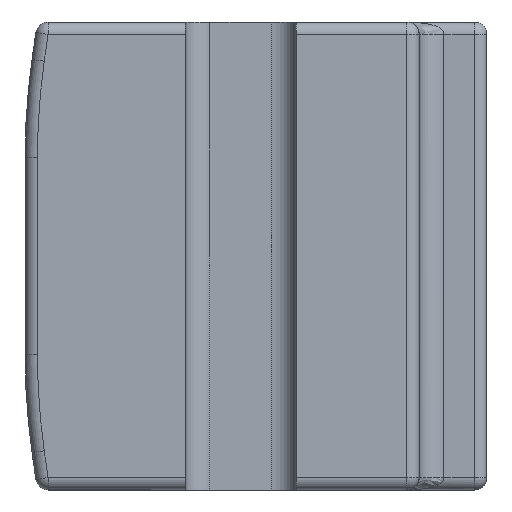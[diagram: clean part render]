
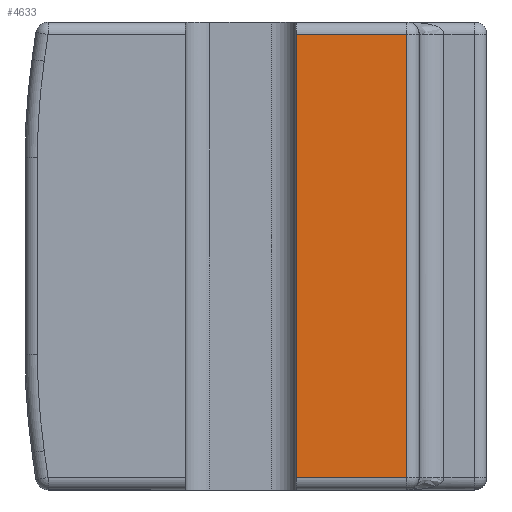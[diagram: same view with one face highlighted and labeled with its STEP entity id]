
A CAD part, front view. The second image highlights one B-rep face of the part: STEP entity #4633.
In plain terms, the highlighted planar face has unit normal (0, -1, 0).
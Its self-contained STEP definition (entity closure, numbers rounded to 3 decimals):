
#1486 = CYLINDRICAL_SURFACE('',#1487,1.);
#1487 = AXIS2_PLACEMENT_3D('',#1488,#1489,#1490);
#1488 = CARTESIAN_POINT('',(-5.5,-43.,1.));
#1489 = DIRECTION('',(-1.,0.,0.));
#1490 = DIRECTION('',(0.,0.,-1.));
#1514 = PLANE('',#1515);
#1515 = AXIS2_PLACEMENT_3D('',#1516,#1517,#1518);
#1516 = CARTESIAN_POINT('',(-15.5,-44.,0.));
#1517 = DIRECTION('',(-1.,0.,0.));
#1518 = DIRECTION('',(0.,1.,0.));
#2197 = CYLINDRICAL_SURFACE('',#2198,1.);
#2198 = AXIS2_PLACEMENT_3D('',#2199,#2200,#2201);
#2199 = CARTESIAN_POINT('',(-5.5,-43.,37.));
#2200 = DIRECTION('',(-1.,0.,0.));
#2201 = DIRECTION('',(0.,-1.,0.));
#2833 = VERTEX_POINT('',#2834);
#2834 = CARTESIAN_POINT('',(-15.5,-44.,1.));
#2856 = EDGE_CURVE('',#2833,#2857,#2859,.T.);
#2857 = VERTEX_POINT('',#2858);
#2858 = CARTESIAN_POINT('',(-15.5,-44.,37.));
#2859 = SURFACE_CURVE('',#2860,(#2864,#2871),.PCURVE_S1.);
#2860 = LINE('',#2861,#2862);
#2861 = CARTESIAN_POINT('',(-15.5,-44.,0.));
#2862 = VECTOR('',#2863,1.);
#2863 = DIRECTION('',(0.,0.,1.));
#2864 = PCURVE('',#1514,#2865);
#2865 = DEFINITIONAL_REPRESENTATION('',(#2866),#2870);
#2866 = LINE('',#2867,#2868);
#2867 = CARTESIAN_POINT('',(0.,0.));
#2868 = VECTOR('',#2869,1.);
#2869 = DIRECTION('',(0.,-1.));
#2870 = ( GEOMETRIC_REPRESENTATION_CONTEXT(2) 
PARAMETRIC_REPRESENTATION_CONTEXT() REPRESENTATION_CONTEXT('2D SPACE',''
  ) );
#2871 = PCURVE('',#2872,#2877);
#2872 = PLANE('',#2873);
#2873 = AXIS2_PLACEMENT_3D('',#2874,#2875,#2876);
#2874 = CARTESIAN_POINT('',(-5.5,-44.,0.));
#2875 = DIRECTION('',(0.,-1.,0.));
#2876 = DIRECTION('',(-1.,0.,0.));
#2877 = DEFINITIONAL_REPRESENTATION('',(#2878),#2882);
#2878 = LINE('',#2879,#2880);
#2879 = CARTESIAN_POINT('',(10.,0.));
#2880 = VECTOR('',#2881,1.);
#2881 = DIRECTION('',(0.,-1.));
#2882 = ( GEOMETRIC_REPRESENTATION_CONTEXT(2) 
PARAMETRIC_REPRESENTATION_CONTEXT() REPRESENTATION_CONTEXT('2D SPACE',''
  ) );
#3177 = VERTEX_POINT('',#3178);
#3178 = CARTESIAN_POINT('',(-6.5,-44.,1.));
#3205 = EDGE_CURVE('',#3177,#2833,#3206,.T.);
#3206 = SURFACE_CURVE('',#3207,(#3211,#3218),.PCURVE_S1.);
#3207 = LINE('',#3208,#3209);
#3208 = CARTESIAN_POINT('',(-5.5,-44.,1.));
#3209 = VECTOR('',#3210,1.);
#3210 = DIRECTION('',(-1.,0.,0.));
#3211 = PCURVE('',#1486,#3212);
#3212 = DEFINITIONAL_REPRESENTATION('',(#3213),#3217);
#3213 = LINE('',#3214,#3215);
#3214 = CARTESIAN_POINT('',(1.571,0.));
#3215 = VECTOR('',#3216,1.);
#3216 = DIRECTION('',(0.,1.));
#3217 = ( GEOMETRIC_REPRESENTATION_CONTEXT(2) 
PARAMETRIC_REPRESENTATION_CONTEXT() REPRESENTATION_CONTEXT('2D SPACE',''
  ) );
#3218 = PCURVE('',#2872,#3219);
#3219 = DEFINITIONAL_REPRESENTATION('',(#3220),#3224);
#3220 = LINE('',#3221,#3222);
#3221 = CARTESIAN_POINT('',(0.,-1.));
#3222 = VECTOR('',#3223,1.);
#3223 = DIRECTION('',(1.,0.));
#3224 = ( GEOMETRIC_REPRESENTATION_CONTEXT(2) 
PARAMETRIC_REPRESENTATION_CONTEXT() REPRESENTATION_CONTEXT('2D SPACE',''
  ) );
#4100 = EDGE_CURVE('',#4101,#2857,#4103,.T.);
#4101 = VERTEX_POINT('',#4102);
#4102 = CARTESIAN_POINT('',(-6.5,-44.,37.));
#4103 = SURFACE_CURVE('',#4104,(#4108,#4115),.PCURVE_S1.);
#4104 = LINE('',#4105,#4106);
#4105 = CARTESIAN_POINT('',(-5.5,-44.,37.));
#4106 = VECTOR('',#4107,1.);
#4107 = DIRECTION('',(-1.,0.,0.));
#4108 = PCURVE('',#2197,#4109);
#4109 = DEFINITIONAL_REPRESENTATION('',(#4110),#4114);
#4110 = LINE('',#4111,#4112);
#4111 = CARTESIAN_POINT('',(0.,0.));
#4112 = VECTOR('',#4113,1.);
#4113 = DIRECTION('',(0.,1.));
#4114 = ( GEOMETRIC_REPRESENTATION_CONTEXT(2) 
PARAMETRIC_REPRESENTATION_CONTEXT() REPRESENTATION_CONTEXT('2D SPACE',''
  ) );
#4115 = PCURVE('',#2872,#4116);
#4116 = DEFINITIONAL_REPRESENTATION('',(#4117),#4121);
#4117 = LINE('',#4118,#4119);
#4118 = CARTESIAN_POINT('',(0.,-37.));
#4119 = VECTOR('',#4120,1.);
#4120 = DIRECTION('',(1.,0.));
#4121 = ( GEOMETRIC_REPRESENTATION_CONTEXT(2) 
PARAMETRIC_REPRESENTATION_CONTEXT() REPRESENTATION_CONTEXT('2D SPACE',''
  ) );
#4633 = ADVANCED_FACE('',(#4634),#2872,.T.);
#4634 = FACE_BOUND('',#4635,.T.);
#4635 = EDGE_LOOP('',(#4636,#4637,#4663,#4664));
#4636 = ORIENTED_EDGE('',*,*,#3205,.F.);
#4637 = ORIENTED_EDGE('',*,*,#4638,.T.);
#4638 = EDGE_CURVE('',#3177,#4101,#4639,.T.);
#4639 = SURFACE_CURVE('',#4640,(#4644,#4651),.PCURVE_S1.);
#4640 = LINE('',#4641,#4642);
#4641 = CARTESIAN_POINT('',(-6.5,-44.,1.));
#4642 = VECTOR('',#4643,1.);
#4643 = DIRECTION('',(0.,0.,1.));
#4644 = PCURVE('',#2872,#4645);
#4645 = DEFINITIONAL_REPRESENTATION('',(#4646),#4650);
#4646 = LINE('',#4647,#4648);
#4647 = CARTESIAN_POINT('',(1.,-1.));
#4648 = VECTOR('',#4649,1.);
#4649 = DIRECTION('',(0.,-1.));
#4650 = ( GEOMETRIC_REPRESENTATION_CONTEXT(2) 
PARAMETRIC_REPRESENTATION_CONTEXT() REPRESENTATION_CONTEXT('2D SPACE',''
  ) );
#4651 = PCURVE('',#4652,#4657);
#4652 = CYLINDRICAL_SURFACE('',#4653,1.);
#4653 = AXIS2_PLACEMENT_3D('',#4654,#4655,#4656);
#4654 = CARTESIAN_POINT('',(-6.5,-43.,1.));
#4655 = DIRECTION('',(0.,0.,1.));
#4656 = DIRECTION('',(1.,0.,0.));
#4657 = DEFINITIONAL_REPRESENTATION('',(#4658),#4662);
#4658 = LINE('',#4659,#4660);
#4659 = CARTESIAN_POINT('',(-1.571,0.));
#4660 = VECTOR('',#4661,1.);
#4661 = DIRECTION('',(-0.,1.));
#4662 = ( GEOMETRIC_REPRESENTATION_CONTEXT(2) 
PARAMETRIC_REPRESENTATION_CONTEXT() REPRESENTATION_CONTEXT('2D SPACE',''
  ) );
#4663 = ORIENTED_EDGE('',*,*,#4100,.T.);
#4664 = ORIENTED_EDGE('',*,*,#2856,.F.);
